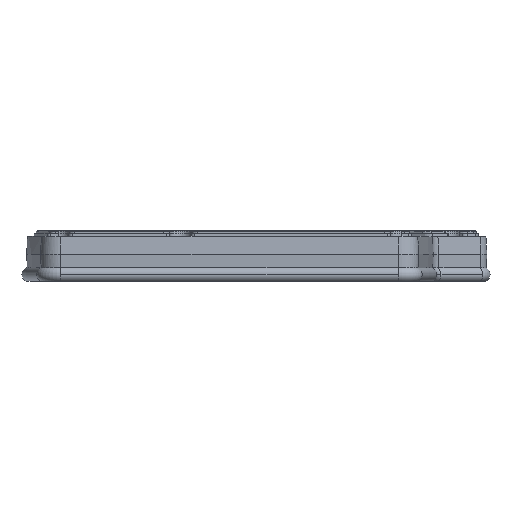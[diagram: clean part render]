
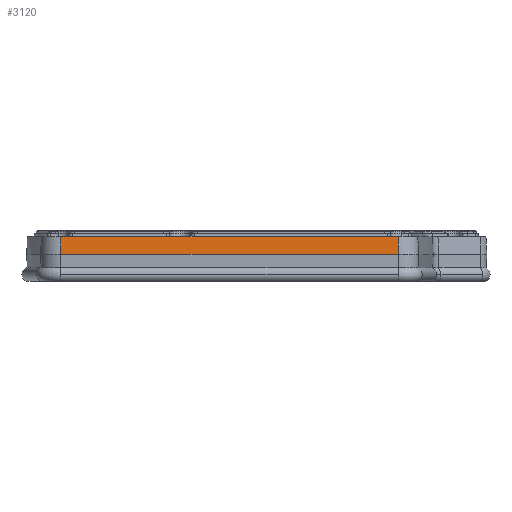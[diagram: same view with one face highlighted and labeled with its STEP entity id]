
A CAD part, front view. The second image highlights one B-rep face of the part: STEP entity #3120.
In plain terms, the highlighted planar face has unit normal (0, -0.999, 0.052).
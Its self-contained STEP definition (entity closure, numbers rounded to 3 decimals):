
#410 = VERTEX_POINT ( 'NONE', #49351 ) ;
#2075 = CARTESIAN_POINT ( 'NONE',  ( -103.444, -155.825, -12.5 ) ) ;
#3120 = ADVANCED_FACE ( 'NONE', ( #15400 ), #10993, .T. ) ;
#3142 = AXIS2_PLACEMENT_3D ( 'NONE', #2075, #33838, #6616 ) ;
#5075 = CARTESIAN_POINT ( 'NONE',  ( -103.444, -155.265, -1.824 ) ) ;
#5081 = DIRECTION ( 'NONE',  ( 1., 0., 0. ) ) ;
#6616 = DIRECTION ( 'NONE',  ( 1., 0., 0. ) ) ;
#7181 = EDGE_LOOP ( 'NONE', ( #33278, #35844, #19678, #53188 ) ) ;
#8258 = VECTOR ( 'NONE', #12969, 1000. ) ;
#8275 = EDGE_CURVE ( 'NONE', #38165, #55330, #58106, .T. ) ;
#8382 = CARTESIAN_POINT ( 'NONE',  ( 103.444, -155.825, -12.5 ) ) ;
#10159 = CARTESIAN_POINT ( 'NONE',  ( -103.444, -155.825, -12.5 ) ) ;
#10687 = DIRECTION ( 'NONE',  ( -1., 0., 0. ) ) ;
#10993 = PLANE ( 'NONE',  #3142 ) ;
#12969 = DIRECTION ( 'NONE',  ( 0., 0.052, 0.999 ) ) ;
#14424 = LINE ( 'NONE', #27760, #26494 ) ;
#15400 = FACE_OUTER_BOUND ( 'NONE', #7181, .T. ) ;
#19678 = ORIENTED_EDGE ( 'NONE', *, *, #34157, .T. ) ;
#21253 = LINE ( 'NONE', #33325, #33363 ) ;
#26494 = VECTOR ( 'NONE', #5081, 1000. ) ;
#27760 = CARTESIAN_POINT ( 'NONE',  ( 0., -155.825, -12.5 ) ) ;
#33278 = ORIENTED_EDGE ( 'NONE', *, *, #49612, .T. ) ;
#33325 = CARTESIAN_POINT ( 'NONE',  ( -103.444, -155.265, -1.824 ) ) ;
#33363 = VECTOR ( 'NONE', #10687, 1000. ) ;
#33838 = DIRECTION ( 'NONE',  ( 0., -0.999, 0.052 ) ) ;
#34157 = EDGE_CURVE ( 'NONE', #56210, #55330, #21253, .T. ) ;
#35844 = ORIENTED_EDGE ( 'NONE', *, *, #56610, .T. ) ;
#36654 = CARTESIAN_POINT ( 'NONE',  ( -103.444, -155.265, -1.824 ) ) ;
#38165 = VERTEX_POINT ( 'NONE', #10159 ) ;
#45987 = VECTOR ( 'NONE', #46031, 1000. ) ;
#46031 = DIRECTION ( 'NONE',  ( 0., 0.052, 0.999 ) ) ;
#49351 = CARTESIAN_POINT ( 'NONE',  ( 103.444, -155.825, -12.5 ) ) ;
#49612 = EDGE_CURVE ( 'NONE', #38165, #410, #14424, .T. ) ;
#53188 = ORIENTED_EDGE ( 'NONE', *, *, #8275, .F. ) ;
#54802 = CARTESIAN_POINT ( 'NONE',  ( 103.444, -155.265, -1.824 ) ) ;
#55330 = VERTEX_POINT ( 'NONE', #36654 ) ;
#56210 = VERTEX_POINT ( 'NONE', #54802 ) ;
#56610 = EDGE_CURVE ( 'NONE', #410, #56210, #56745, .T. ) ;
#56745 = LINE ( 'NONE', #8382, #8258 ) ;
#58106 = LINE ( 'NONE', #5075, #45987 ) ;
